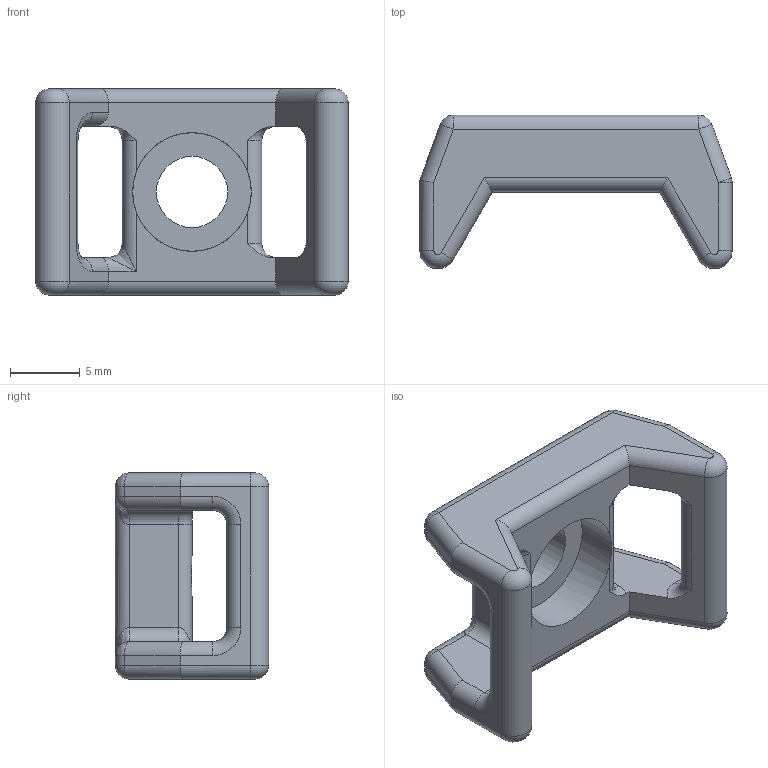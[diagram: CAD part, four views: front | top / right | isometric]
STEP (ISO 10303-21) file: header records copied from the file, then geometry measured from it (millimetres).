
FILE_DESCRIPTION (( 'STEP AP203' ), '1' );
FILE_NAME ('1.FIN.024.STEP', '2015-10-09T07:08:48', ( '' ), ( '' ), 'SwSTEP 2.0', 'SolidWorks 2012', '' );
FILE_SCHEMA (( 'CONFIG_CONTROL_DESIGN' ));
Length unit declared in the file: millimetre
Products named in the file (1): 1.FIN.024
Bounding box: 22.4 x 11 x 14.8 mm (x, y, z)
Volume: 1222.6 mm3; surface area: 1290 mm2
Topology: 1 solids, 1 shells, 115 faces, 278 edges, 146 vertices
Faces by surface type: cylinder 60, plane 22, torus 12, sphere 12, bspline 9
Entity records: 3588 total; most frequent: CARTESIAN_POINT 1014, DIRECTION 536, ORIENTED_EDGE 526, EDGE_CURVE 263, AXIS2_PLACEMENT_3D 204, VERTEX_POINT 146, LINE 128, VECTOR 128
